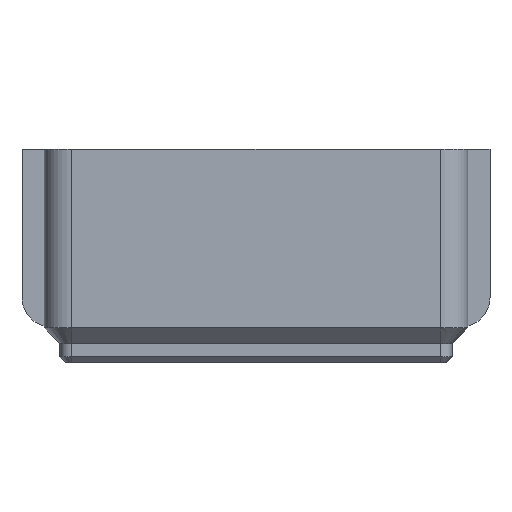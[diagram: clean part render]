
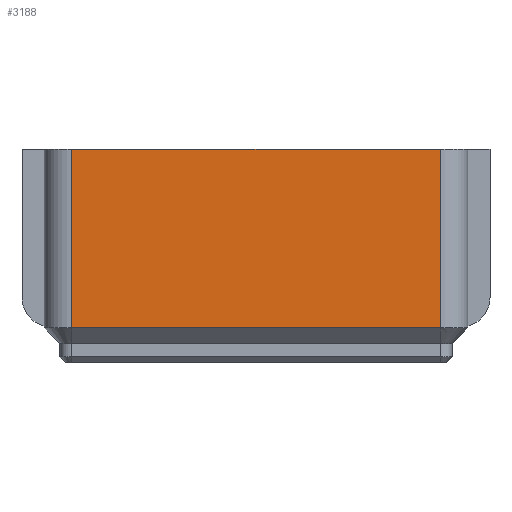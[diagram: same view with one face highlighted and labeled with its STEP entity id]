
A CAD part, left-side view. The second image highlights one B-rep face of the part: STEP entity #3188.
In plain terms, the highlighted planar face has unit normal (-1, 0, 0).
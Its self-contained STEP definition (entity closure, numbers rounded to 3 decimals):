
#165=PLANE('',#3509);
#341=FACE_OUTER_BOUND('',#522,.T.);
#522=EDGE_LOOP('',(#2949,#2950,#2951,#2952));
#746=LINE('',#5186,#1070);
#803=LINE('',#5341,#1127);
#846=LINE('',#5498,#1170);
#847=LINE('',#5500,#1171);
#1070=VECTOR('',#4066,10.);
#1127=VECTOR('',#4229,10.);
#1170=VECTOR('',#4446,10.);
#1171=VECTOR('',#4449,10.);
#1497=VERTEX_POINT('',#5183);
#1498=VERTEX_POINT('',#5185);
#1542=VERTEX_POINT('',#5336);
#1543=VERTEX_POINT('',#5340);
#1874=EDGE_CURVE('',#1498,#1497,#746,.T.);
#1953=EDGE_CURVE('',#1543,#1542,#803,.T.);
#2031=EDGE_CURVE('',#1498,#1543,#846,.T.);
#2032=EDGE_CURVE('',#1542,#1497,#847,.T.);
#2949=ORIENTED_EDGE('',*,*,#2031,.F.);
#2950=ORIENTED_EDGE('',*,*,#1874,.T.);
#2951=ORIENTED_EDGE('',*,*,#2032,.F.);
#2952=ORIENTED_EDGE('',*,*,#1953,.F.);
#3188=ADVANCED_FACE('',(#341),#165,.T.);
#3509=AXIS2_PLACEMENT_3D('',#5499,#4447,#4448);
#4066=DIRECTION('',(0.,1.,0.));
#4229=DIRECTION('',(0.,1.,0.));
#4446=DIRECTION('',(0.,0.,-1.));
#4447=DIRECTION('center_axis',(-1.,0.,0.));
#4448=DIRECTION('ref_axis',(0.,-1.,0.));
#4449=DIRECTION('',(0.,0.,1.));
#5183=CARTESIAN_POINT('',(0.,53.75,24.));
#5185=CARTESIAN_POINT('',(0.,3.75,24.));
#5186=CARTESIAN_POINT('',(0.,43.125,24.));
#5336=CARTESIAN_POINT('',(0.,53.75,-0.25));
#5340=CARTESIAN_POINT('',(0.,3.75,-0.25));
#5341=CARTESIAN_POINT('',(0.,9.,-0.25));
#5498=CARTESIAN_POINT('',(0.,3.75,0.));
#5499=CARTESIAN_POINT('Origin',(0.,57.5,0.));
#5500=CARTESIAN_POINT('',(0.,53.75,0.));
